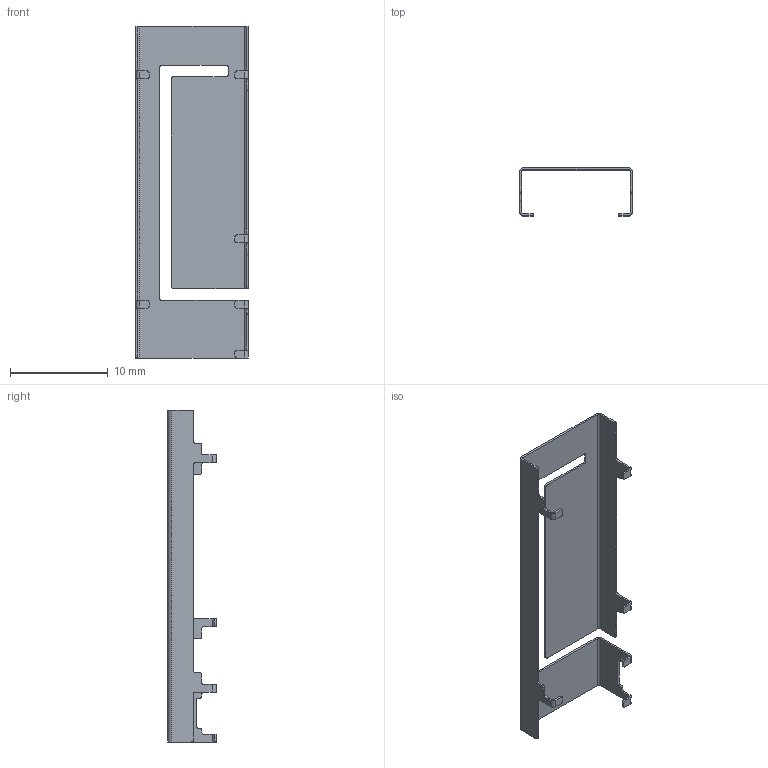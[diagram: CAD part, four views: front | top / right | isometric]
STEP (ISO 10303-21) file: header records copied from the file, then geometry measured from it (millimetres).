
FILE_DESCRIPTION (( 'STEP AP214' ), '1' );
FILE_NAME ('PRO-OB-471.STEP', '2023-03-31T20:57:17', ( '' ), ( '' ), 'SwSTEP 2.0', 'SolidWorks 2021', '' );
FILE_SCHEMA (( 'AUTOMOTIVE_DESIGN' ));
Length unit declared in the file: millimetre
Products named in the file (1): PRO-OB-471
Bounding box: 11.53 x 4.93 x 34 mm (x, y, z)
Volume: 104.1 mm3; surface area: 1085.7 mm2
Topology: 1 solids, 1 shells, 417 faces, 1077 edges, 694 vertices
Faces by surface type: plane 274, bspline 81, cylinder 62
Entity records: 17151 total; most frequent: CARTESIAN_POINT 7414, ORIENTED_EDGE 2154, DIRECTION 1713, EDGE_CURVE 1077, VECTOR 791, LINE 791, VERTEX_POINT 694, AXIS2_PLACEMENT_3D 461
